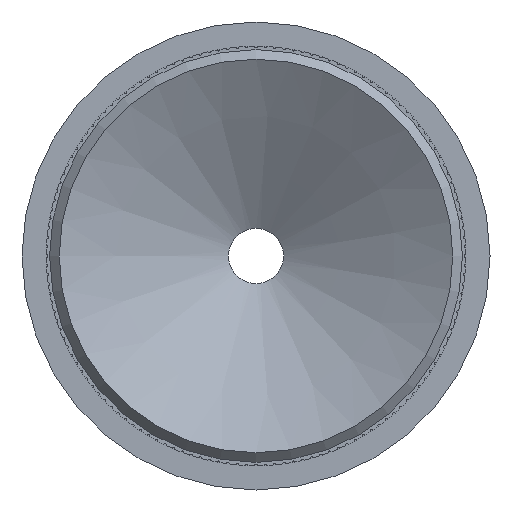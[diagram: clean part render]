
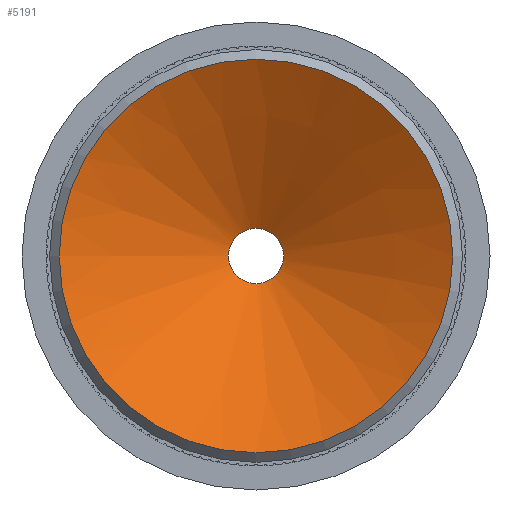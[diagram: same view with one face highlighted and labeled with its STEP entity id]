
A CAD part, front view. The second image highlights one B-rep face of the part: STEP entity #5191.
In plain terms, the highlighted conical face has half-angle 60 degrees and reference radius 10.275 mm.
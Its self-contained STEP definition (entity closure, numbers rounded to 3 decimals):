
#307=FACE_OUTER_BOUND('',#598,.T.);
#598=EDGE_LOOP('',(#3470,#3471,#3472,#3473));
#893=LINE('',#8388,#1180);
#1180=VECTOR('',#6374,10.275);
#1467=CIRCLE('',#5506,17.828);
#1468=CIRCLE('',#5507,2.5);
#2039=VERTEX_POINT('',#8385);
#2040=VERTEX_POINT('',#8387);
#2611=EDGE_CURVE('',#2039,#2039,#1467,.T.);
#2612=EDGE_CURVE('',#2039,#2040,#893,.T.);
#2613=EDGE_CURVE('',#2040,#2040,#1468,.T.);
#3470=ORIENTED_EDGE('',*,*,#2611,.F.);
#3471=ORIENTED_EDGE('',*,*,#2612,.T.);
#3472=ORIENTED_EDGE('',*,*,#2613,.F.);
#3473=ORIENTED_EDGE('',*,*,#2612,.F.);
#5188=CONICAL_SURFACE('',#5505,10.275,1.047);
#5191=ADVANCED_FACE('',(#307),#5188,.F.);
#5505=AXIS2_PLACEMENT_3D('',#8384,#6370,#6371);
#5506=AXIS2_PLACEMENT_3D('',#8386,#6372,#6373);
#5507=AXIS2_PLACEMENT_3D('',#8389,#6375,#6376);
#6370=DIRECTION('center_axis',(0.,-1.,0.));
#6371=DIRECTION('ref_axis',(1.,0.,0.));
#6372=DIRECTION('center_axis',(0.,1.,0.));
#6373=DIRECTION('ref_axis',(1.,0.,0.));
#6374=DIRECTION('',(0.866,0.5,0.));
#6375=DIRECTION('center_axis',(0.,-1.,0.));
#6376=DIRECTION('ref_axis',(1.,0.,0.));
#8384=CARTESIAN_POINT('Origin',(0.,4.489,0.));
#8385=CARTESIAN_POINT('',(-17.828,0.128,0.));
#8386=CARTESIAN_POINT('Origin',(0.,0.128,0.));
#8387=CARTESIAN_POINT('',(-2.5,8.978,0.));
#8388=CARTESIAN_POINT('',(-10.275,4.489,0.));
#8389=CARTESIAN_POINT('Origin',(0.,8.978,0.));
